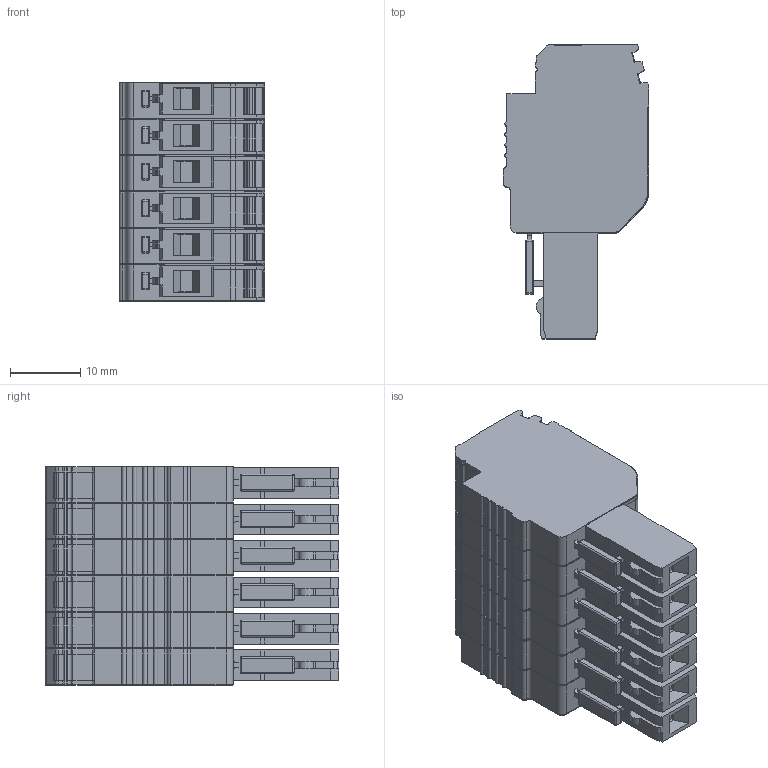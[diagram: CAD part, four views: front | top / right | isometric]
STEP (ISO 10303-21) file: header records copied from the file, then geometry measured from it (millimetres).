
FILE_DESCRIPTION (( 'STEP AP214' ), '1' );
FILE_NAME ('310389_SG_PT 2.5CS_6_Grey.STEP', '2017-09-28T08:02:49', ( '' ), ( '' ), 'SwSTEP 2.0', 'SolidWorks 2017', '' );
FILE_SCHEMA (( 'AUTOMOTIVE_DESIGN' ));
Length unit declared in the file: millimetre
Products named in the file (1): 310389_SG_PT 2.5CS_6_Grey
Bounding box: 20.78 x 41.9 x 31.2 mm (x, y, z)
Volume: 17337.3 mm3; surface area: 7588.2 mm2
Topology: 1 solids, 7 shells, 1765 faces, 4978 edges, 3215 vertices
Faces by surface type: plane 1134, cylinder 583, bspline 48
Entity records: 57018 total; most frequent: CARTESIAN_POINT 10685, ORIENTED_EDGE 9860, DIRECTION 9526, EDGE_CURVE 4930, LINE 3734, VECTOR 3734, VERTEX_POINT 3215, AXIS2_PLACEMENT_3D 2896
